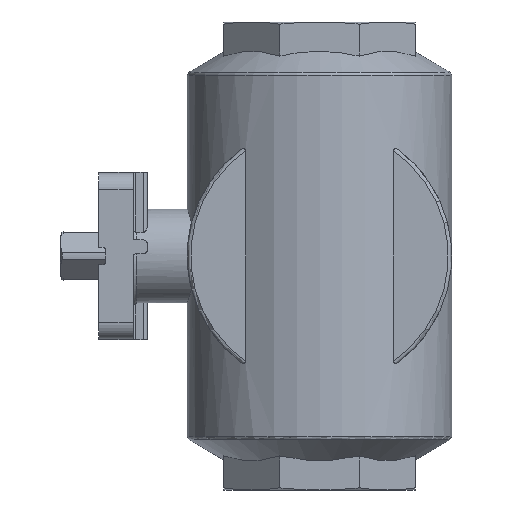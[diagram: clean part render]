
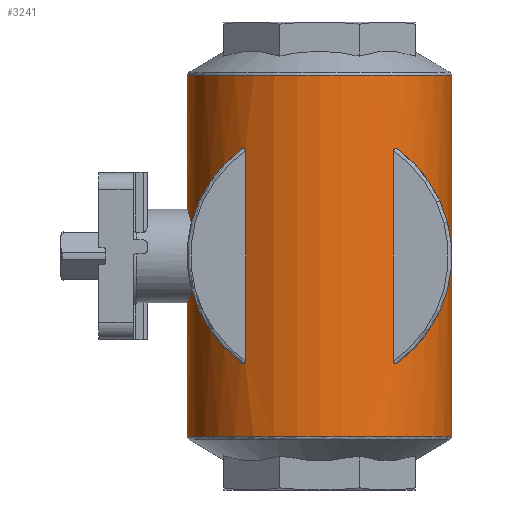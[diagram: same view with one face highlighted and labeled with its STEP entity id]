
A CAD part, left-side view. The second image highlights one B-rep face of the part: STEP entity #3241.
In plain terms, the highlighted cylindrical face has radius 38 mm (diameter 76 mm), a full revolution.
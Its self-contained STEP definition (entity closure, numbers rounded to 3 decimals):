
#23=ELLIPSE('',#3532,53.74,38.);
#24=ELLIPSE('',#3533,53.74,38.);
#25=ELLIPSE('',#3534,53.74,38.);
#26=ELLIPSE('',#3535,53.74,38.);
#27=ELLIPSE('',#3536,53.74,38.);
#28=ELLIPSE('',#3537,53.74,38.);
#152=B_SPLINE_CURVE_WITH_KNOTS('',3,(#5118,#5119,#5120,#5121,#5122,#5123,
#5124),.UNSPECIFIED.,.F.,.F.,(4,1,1,1,4),(0.074,0.08,
0.085,0.09,0.096),.UNSPECIFIED.);
#154=B_SPLINE_CURVE_WITH_KNOTS('',3,(#5135,#5136,#5137,#5138,#5139,#5140,
#5141,#5142),.UNSPECIFIED.,.F.,.F.,(4,1,1,1,1,4),(0.032,0.037,
0.043,0.048,0.051,0.053),
 .UNSPECIFIED.);
#175=B_SPLINE_CURVE_WITH_KNOTS('',3,(#5331,#5332,#5333,#5334,#5335,#5336,
#5337),.UNSPECIFIED.,.F.,.F.,(4,1,1,1,4),(0.,0.001,
0.001,0.002,0.002),
 .UNSPECIFIED.);
#176=B_SPLINE_CURVE_WITH_KNOTS('',3,(#5341,#5342,#5343,#5344,#5345,#5346,
#5347),.UNSPECIFIED.,.F.,.F.,(4,1,1,1,4),(0.003,0.003,
0.004,0.005,0.005),
 .UNSPECIFIED.);
#177=B_SPLINE_CURVE_WITH_KNOTS('',3,(#5354,#5355,#5356,#5357,#5358,#5359,
#5360),.UNSPECIFIED.,.F.,.F.,(4,1,1,1,4),(0.,0.001,
0.001,0.002,0.002),
 .UNSPECIFIED.);
#178=B_SPLINE_CURVE_WITH_KNOTS('',3,(#5364,#5365,#5366,#5367,#5368,#5369,
#5370),.UNSPECIFIED.,.F.,.F.,(4,1,1,1,4),(0.003,0.003,
0.004,0.005,0.005),
 .UNSPECIFIED.);
#431=LINE('',#5339,#616);
#432=LINE('',#5362,#617);
#616=VECTOR('',#4115,1000.);
#617=VECTOR('',#4122,1000.);
#990=ORIENTED_EDGE('',*,*,#1926,.F.);
#991=ORIENTED_EDGE('',*,*,#1872,.F.);
#992=ORIENTED_EDGE('',*,*,#1927,.F.);
#993=ORIENTED_EDGE('',*,*,#1928,.T.);
#994=ORIENTED_EDGE('',*,*,#1929,.F.);
#995=ORIENTED_EDGE('',*,*,#1930,.T.);
#996=ORIENTED_EDGE('',*,*,#1931,.F.);
#997=ORIENTED_EDGE('',*,*,#1870,.F.);
#998=ORIENTED_EDGE('',*,*,#1932,.F.);
#999=ORIENTED_EDGE('',*,*,#1933,.F.);
#1000=ORIENTED_EDGE('',*,*,#1934,.T.);
#1001=ORIENTED_EDGE('',*,*,#1935,.F.);
#1002=ORIENTED_EDGE('',*,*,#1936,.T.);
#1003=ORIENTED_EDGE('',*,*,#1937,.F.);
#1004=ORIENTED_EDGE('',*,*,#1938,.F.);
#1005=ORIENTED_EDGE('',*,*,#1939,.T.);
#1870=EDGE_CURVE('',#2328,#2329,#152,.T.);
#1872=EDGE_CURVE('',#2330,#2331,#154,.T.);
#1926=EDGE_CURVE('',#2374,#2374,#2594,.T.);
#1927=EDGE_CURVE('',#2375,#2330,#23,.T.);
#1928=EDGE_CURVE('',#2375,#2376,#175,.T.);
#1929=EDGE_CURVE('',#2377,#2376,#431,.F.);
#1930=EDGE_CURVE('',#2377,#2378,#176,.T.);
#1931=EDGE_CURVE('',#2329,#2378,#24,.F.);
#1932=EDGE_CURVE('',#2379,#2328,#25,.F.);
#1933=EDGE_CURVE('',#2380,#2379,#26,.F.);
#1934=EDGE_CURVE('',#2380,#2381,#177,.T.);
#1935=EDGE_CURVE('',#2382,#2381,#432,.T.);
#1936=EDGE_CURVE('',#2382,#2383,#178,.T.);
#1937=EDGE_CURVE('',#2379,#2383,#27,.T.);
#1938=EDGE_CURVE('',#2331,#2379,#28,.T.);
#1939=EDGE_CURVE('',#2384,#2384,#2595,.T.);
#2328=VERTEX_POINT('',#5125);
#2329=VERTEX_POINT('',#5126);
#2330=VERTEX_POINT('',#5134);
#2331=VERTEX_POINT('',#5143);
#2374=VERTEX_POINT('',#5328);
#2375=VERTEX_POINT('',#5330);
#2376=VERTEX_POINT('',#5338);
#2377=VERTEX_POINT('',#5340);
#2378=VERTEX_POINT('',#5348);
#2379=VERTEX_POINT('',#5351);
#2380=VERTEX_POINT('',#5353);
#2381=VERTEX_POINT('',#5361);
#2382=VERTEX_POINT('',#5363);
#2383=VERTEX_POINT('',#5371);
#2384=VERTEX_POINT('',#5375);
#2594=CIRCLE('',#3531,38.);
#2595=CIRCLE('',#3538,38.);
#2725=EDGE_LOOP('',(#990));
#2726=EDGE_LOOP('',(#991,#992,#993,#994,#995,#996,#997,#998,#999,#1000,
#1001,#1002,#1003,#1004));
#2727=EDGE_LOOP('',(#1005));
#2963=FACE_BOUND('',#2725,.T.);
#2964=FACE_BOUND('',#2726,.T.);
#2965=FACE_BOUND('',#2727,.T.);
#3163=CYLINDRICAL_SURFACE('',#3530,38.);
#3241=ADVANCED_FACE('',(#2963,#2964,#2965),#3163,.T.);
#3530=AXIS2_PLACEMENT_3D('',#5326,#4109,#4110);
#3531=AXIS2_PLACEMENT_3D('',#5327,#4111,#4112);
#3532=AXIS2_PLACEMENT_3D('',#5329,#4113,#4114);
#3533=AXIS2_PLACEMENT_3D('',#5349,#4116,#4117);
#3534=AXIS2_PLACEMENT_3D('',#5350,#4118,#4119);
#3535=AXIS2_PLACEMENT_3D('',#5352,#4120,#4121);
#3536=AXIS2_PLACEMENT_3D('',#5372,#4123,#4124);
#3537=AXIS2_PLACEMENT_3D('',#5373,#4125,#4126);
#3538=AXIS2_PLACEMENT_3D('',#5374,#4127,#4128);
#4109=DIRECTION('',(0.,0.,-1.));
#4110=DIRECTION('',(-1.,0.,0.));
#4111=DIRECTION('',(0.,0.,-1.));
#4112=DIRECTION('',(-1.,0.,0.));
#4113=DIRECTION('',(-0.707,0.,-0.707));
#4114=DIRECTION('',(0.707,0.,-0.707));
#4115=DIRECTION('',(0.,0.,-1.));
#4116=DIRECTION('',(0.707,0.,-0.707));
#4117=DIRECTION('',(-0.707,0.,-0.707));
#4118=DIRECTION('',(-0.707,0.,-0.707));
#4119=DIRECTION('',(0.707,0.,-0.707));
#4120=DIRECTION('',(0.707,0.,-0.707));
#4121=DIRECTION('',(-0.707,0.,-0.707));
#4122=DIRECTION('',(0.,0.,-1.));
#4123=DIRECTION('',(-0.707,0.,-0.707));
#4124=DIRECTION('',(0.707,0.,-0.707));
#4125=DIRECTION('',(0.707,0.,-0.707));
#4126=DIRECTION('',(-0.707,0.,-0.707));
#4127=DIRECTION('',(0.,0.,-1.));
#4128=DIRECTION('',(-1.,0.,0.));
#5118=CARTESIAN_POINT('',(9.546,36.781,-9.546));
#5119=CARTESIAN_POINT('',(8.309,37.103,-10.783));
#5120=CARTESIAN_POINT('',(5.341,37.736,-12.781));
#5121=CARTESIAN_POINT('',(0.004,38.132,-13.859));
#5122=CARTESIAN_POINT('',(-5.34,37.736,-12.783));
#5123=CARTESIAN_POINT('',(-8.312,37.102,-10.78));
#5124=CARTESIAN_POINT('',(-9.546,36.781,-9.546));
#5125=CARTESIAN_POINT('',(9.546,36.781,-9.546));
#5126=CARTESIAN_POINT('',(-9.546,36.781,-9.546));
#5134=CARTESIAN_POINT('',(-9.546,36.781,9.546));
#5135=CARTESIAN_POINT('',(-9.546,36.781,9.546));
#5136=CARTESIAN_POINT('',(-8.306,37.103,10.786));
#5137=CARTESIAN_POINT('',(-5.341,37.736,12.78));
#5138=CARTESIAN_POINT('',(-0.006,38.131,13.857));
#5139=CARTESIAN_POINT('',(4.436,37.804,12.968));
#5140=CARTESIAN_POINT('',(7.573,37.26,11.279));
#5141=CARTESIAN_POINT('',(8.922,36.943,10.17));
#5142=CARTESIAN_POINT('',(9.546,36.781,9.546));
#5143=CARTESIAN_POINT('',(9.546,36.781,9.546));
#5326=CARTESIAN_POINT('',(0.,0.,-67.25));
#5327=CARTESIAN_POINT('',(0.,0.,-51.934));
#5328=CARTESIAN_POINT('',(-38.,0.,-51.934));
#5329=CARTESIAN_POINT('',(0.,0.,0.));
#5330=CARTESIAN_POINT('',(-30.5,22.666,30.5));
#5331=CARTESIAN_POINT('',(-30.5,22.666,30.5));
#5332=CARTESIAN_POINT('',(-30.591,22.543,30.591));
#5333=CARTESIAN_POINT('',(-30.779,22.288,30.748));
#5334=CARTESIAN_POINT('',(-31.077,21.871,30.885));
#5335=CARTESIAN_POINT('',(-31.407,21.394,30.831));
#5336=CARTESIAN_POINT('',(-31.5,21.254,30.465));
#5337=CARTESIAN_POINT('',(-31.5,21.254,30.286));
#5338=CARTESIAN_POINT('',(-31.5,21.254,30.286));
#5339=CARTESIAN_POINT('',(-31.5,21.254,-67.25));
#5340=CARTESIAN_POINT('',(-31.5,21.254,-30.286));
#5341=CARTESIAN_POINT('',(-31.5,21.254,-30.286));
#5342=CARTESIAN_POINT('',(-31.5,21.254,-30.462));
#5343=CARTESIAN_POINT('',(-31.407,21.394,-30.832));
#5344=CARTESIAN_POINT('',(-31.076,21.872,-30.885));
#5345=CARTESIAN_POINT('',(-30.78,22.286,-30.749));
#5346=CARTESIAN_POINT('',(-30.591,22.543,-30.591));
#5347=CARTESIAN_POINT('',(-30.5,22.666,-30.5));
#5348=CARTESIAN_POINT('',(-30.5,22.666,-30.5));
#5349=CARTESIAN_POINT('',(0.,0.,0.));
#5350=CARTESIAN_POINT('',(0.,0.,0.));
#5351=CARTESIAN_POINT('',(0.,-38.,0.));
#5352=CARTESIAN_POINT('',(0.,0.,0.));
#5353=CARTESIAN_POINT('',(-30.5,-22.666,-30.5));
#5354=CARTESIAN_POINT('',(-30.5,-22.666,-30.5));
#5355=CARTESIAN_POINT('',(-30.591,-22.543,-30.591));
#5356=CARTESIAN_POINT('',(-30.779,-22.288,-30.748));
#5357=CARTESIAN_POINT('',(-31.077,-21.871,-30.885));
#5358=CARTESIAN_POINT('',(-31.407,-21.394,-30.831));
#5359=CARTESIAN_POINT('',(-31.5,-21.254,-30.465));
#5360=CARTESIAN_POINT('',(-31.5,-21.254,-30.286));
#5361=CARTESIAN_POINT('',(-31.5,-21.254,-30.286));
#5362=CARTESIAN_POINT('',(-31.5,-21.254,-67.25));
#5363=CARTESIAN_POINT('',(-31.5,-21.254,30.286));
#5364=CARTESIAN_POINT('',(-31.5,-21.254,30.286));
#5365=CARTESIAN_POINT('',(-31.5,-21.254,30.462));
#5366=CARTESIAN_POINT('',(-31.407,-21.394,30.832));
#5367=CARTESIAN_POINT('',(-31.076,-21.872,30.885));
#5368=CARTESIAN_POINT('',(-30.78,-22.286,30.749));
#5369=CARTESIAN_POINT('',(-30.591,-22.543,30.591));
#5370=CARTESIAN_POINT('',(-30.5,-22.666,30.5));
#5371=CARTESIAN_POINT('',(-30.5,-22.666,30.5));
#5372=CARTESIAN_POINT('',(0.,0.,0.));
#5373=CARTESIAN_POINT('',(0.,0.,0.));
#5374=CARTESIAN_POINT('',(0.,0.,51.934));
#5375=CARTESIAN_POINT('',(-38.,0.,51.934));
